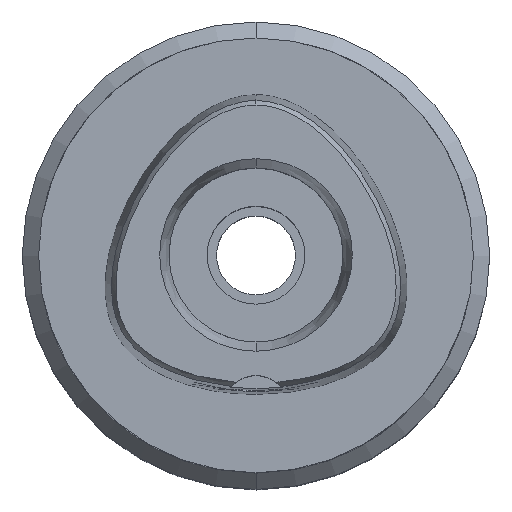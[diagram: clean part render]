
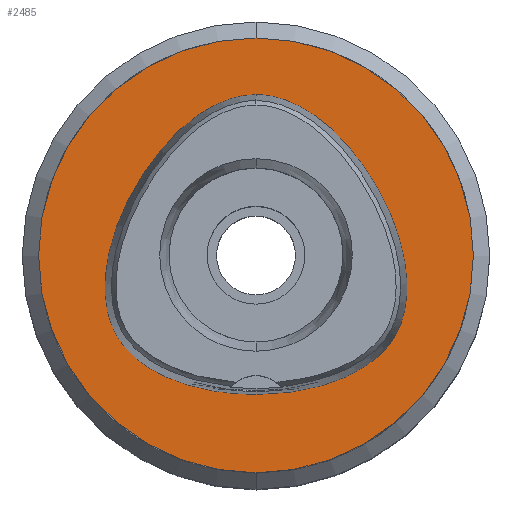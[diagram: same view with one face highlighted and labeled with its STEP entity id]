
A CAD part, top view. The second image highlights one B-rep face of the part: STEP entity #2485.
In plain terms, the highlighted planar face has unit normal (0, 0, 1).
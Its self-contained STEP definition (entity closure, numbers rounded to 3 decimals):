
#284=CARTESIAN_POINT('',(0.,0.,0.));
#285=DIRECTION('',(0.,0.,-1.));
#286=DIRECTION('',(0.,-1.,0.));
#287=AXIS2_PLACEMENT_3D('',#284,#285,#286);
#292=CARTESIAN_POINT('',(0.,0.,0.));
#293=DIRECTION('',(0.,0.,-1.));
#294=DIRECTION('',(0.,1.,0.));
#295=AXIS2_PLACEMENT_3D('',#292,#293,#294);
#300=CARTESIAN_POINT('',(0.,-25.575,0.));
#301=CARTESIAN_POINT('',(1.261,-25.575,0.));
#302=CARTESIAN_POINT('',(3.718,-25.479,
0.));
#303=CARTESIAN_POINT('',(7.241,-25.07,
0.));
#304=CARTESIAN_POINT('',(10.5,-24.43,0.));
#305=CARTESIAN_POINT('',(13.418,-23.608,0.));
#306=CARTESIAN_POINT('',(15.97,-22.653,0.));
#307=CARTESIAN_POINT('',(18.172,-21.606,0.));
#308=CARTESIAN_POINT('',(20.059,-20.491,0.));
#309=CARTESIAN_POINT('',(21.656,-19.336,0.));
#310=CARTESIAN_POINT('',(23.01,-18.143,0.));
#311=CARTESIAN_POINT('',(24.144,-16.924,0.));
#312=CARTESIAN_POINT('',(25.098,-15.662,0.));
#313=CARTESIAN_POINT('',(25.894,-14.336,0.));
#314=CARTESIAN_POINT('',(26.544,-12.928,0.));
#315=CARTESIAN_POINT('',(27.072,-11.39,0.));
#316=CARTESIAN_POINT('',(27.471,-9.693,0.));
#317=CARTESIAN_POINT('',(27.728,-7.792,0.));
#318=CARTESIAN_POINT('',(27.812,-5.676,0.));
#319=CARTESIAN_POINT('',(27.692,-3.32,0.));
#320=CARTESIAN_POINT('',(27.329,-0.709,0.));
#321=CARTESIAN_POINT('',(26.682,2.153,0.));
#322=CARTESIAN_POINT('',(25.713,5.24,0.));
#323=CARTESIAN_POINT('',(24.403,8.49,0.));
#324=CARTESIAN_POINT('',(22.763,11.79,0.));
#325=CARTESIAN_POINT('',(20.849,14.998,0.));
#326=CARTESIAN_POINT('',(18.757,17.96,0.));
#327=CARTESIAN_POINT('',(16.578,20.582,0.));
#328=CARTESIAN_POINT('',(14.396,22.817,0.));
#329=CARTESIAN_POINT('',(12.268,24.665,0.));
#330=CARTESIAN_POINT('',(10.226,26.154,0.));
#331=CARTESIAN_POINT('',(8.287,27.319,0.));
#332=CARTESIAN_POINT('',(6.454,28.204,0.));
#333=CARTESIAN_POINT('',(4.718,28.846,0.));
#334=CARTESIAN_POINT('',(3.069,29.278,0.));
#335=CARTESIAN_POINT('',(1.501,29.523,
0.));
#336=CARTESIAN_POINT('',(0.493,29.575,
0.));
#337=CARTESIAN_POINT('',(0.,29.575,
0.));
#342=CARTESIAN_POINT('',(0.,29.575,
0.));
#343=CARTESIAN_POINT('',(-0.494,29.575,0.));
#344=CARTESIAN_POINT('',(-1.502,29.523,
0.));
#345=CARTESIAN_POINT('',(-3.07,29.278,
0.));
#346=CARTESIAN_POINT('',(-4.717,28.846,0.));
#347=CARTESIAN_POINT('',(-6.454,28.204,0.));
#348=CARTESIAN_POINT('',(-8.287,27.319,0.));
#349=CARTESIAN_POINT('',(-10.226,26.154,0.));
#350=CARTESIAN_POINT('',(-12.269,24.665,0.));
#351=CARTESIAN_POINT('',(-14.397,22.816,0.));
#352=CARTESIAN_POINT('',(-16.579,20.581,0.));
#353=CARTESIAN_POINT('',(-18.757,17.959,0.));
#354=CARTESIAN_POINT('',(-20.848,14.999,0.));
#355=CARTESIAN_POINT('',(-22.761,11.793,0.));
#356=CARTESIAN_POINT('',(-24.4,8.497,0.));
#357=CARTESIAN_POINT('',(-25.71,5.249,0.));
#358=CARTESIAN_POINT('',(-26.678,2.167,0.));
#359=CARTESIAN_POINT('',(-27.326,-0.691,0.));
#360=CARTESIAN_POINT('',(-27.69,-3.3,0.));
#361=CARTESIAN_POINT('',(-27.812,-5.655,0.));
#362=CARTESIAN_POINT('',(-27.729,-7.772,0.));
#363=CARTESIAN_POINT('',(-27.476,-9.667,0.));
#364=CARTESIAN_POINT('',(-27.076,-11.378,0.));
#365=CARTESIAN_POINT('',(-26.548,-12.921,0.));
#366=CARTESIAN_POINT('',(-25.89,-14.345,0.));
#367=CARTESIAN_POINT('',(-25.094,-15.667,0.));
#368=CARTESIAN_POINT('',(-24.148,-16.919,0.));
#369=CARTESIAN_POINT('',(-23.017,-18.135,0.));
#370=CARTESIAN_POINT('',(-21.676,-19.32,0.));
#371=CARTESIAN_POINT('',(-20.074,-20.482,0.));
#372=CARTESIAN_POINT('',(-18.191,-21.596,0.));
#373=CARTESIAN_POINT('',(-15.986,-22.646,0.));
#374=CARTESIAN_POINT('',(-13.433,-23.603,0.));
#375=CARTESIAN_POINT('',(-10.516,-24.426,0.));
#376=CARTESIAN_POINT('',(-7.25,-25.069,
0.));
#377=CARTESIAN_POINT('',(-3.717,-25.479,
0.));
#378=CARTESIAN_POINT('',(-1.26,-25.575,0.));
#379=CARTESIAN_POINT('',(0.,-25.575,0.));
#1574=VERTEX_POINT('',#342);
#1575=VERTEX_POINT('',#379);
#1580=CARTESIAN_POINT('',(0.,-40.,0.));
#1581=CARTESIAN_POINT('',(0.,40.,0.));
#1582=VERTEX_POINT('',#1580);
#1583=VERTEX_POINT('',#1581);
#2469=CARTESIAN_POINT('',(0.,0.,0.));
#2470=DIRECTION('',(0.,0.,-1.));
#2471=DIRECTION('',(0.,-1.,0.));
#2472=AXIS2_PLACEMENT_3D('',#2469,#2470,#2471);
#2473=PLANE('',#2472);
#2475=ORIENTED_EDGE('',*,*,#2474,.T.);
#2477=ORIENTED_EDGE('',*,*,#2476,.T.);
#2478=EDGE_LOOP('',(#2475,#2477));
#2479=FACE_OUTER_BOUND('',#2478,.F.);
#2481=ORIENTED_EDGE('',*,*,#2480,.T.);
#2482=ORIENTED_EDGE('',*,*,#2452,.T.);
#2483=EDGE_LOOP('',(#2481,#2482));
#2484=FACE_BOUND('',#2483,.F.);
#288=CIRCLE('',#287,40.);
#296=CIRCLE('',#295,40.);
#338=B_SPLINE_CURVE_WITH_KNOTS('',3,(#300,#301,#302,#303,#304,#305,#306,#307,
#308,#309,#310,#311,#312,#313,#314,#315,#316,#317,#318,#319,#320,#321,#322,#323,
#324,#325,#326,#327,#328,#329,#330,#331,#332,#333,#334,#335,#336,#337),
.UNSPECIFIED.,.F.,.F.,(4,1,1,1,1,1,1,1,1,1,1,1,1,1,1,1,1,1,1,1,1,1,1,1,1,1,1,1,
1,1,1,1,1,1,1,4),(0.,0.029,0.057,0.086,
0.114,0.143,0.171,0.2,0.229,
0.257,0.286,0.314,0.343,
0.371,0.4,0.429,0.457,0.486,
0.514,0.543,0.571,0.6,0.629,
0.657,0.686,0.714,0.743,
0.771,0.8,0.829,0.857,0.886,
0.914,0.943,0.971,1.),.UNSPECIFIED.);
#380=B_SPLINE_CURVE_WITH_KNOTS('',3,(#342,#343,#344,#345,#346,#347,#348,#349,
#350,#351,#352,#353,#354,#355,#356,#357,#358,#359,#360,#361,#362,#363,#364,#365,
#366,#367,#368,#369,#370,#371,#372,#373,#374,#375,#376,#377,#378,#379),
.UNSPECIFIED.,.F.,.F.,(4,1,1,1,1,1,1,1,1,1,1,1,1,1,1,1,1,1,1,1,1,1,1,1,1,1,1,1,
1,1,1,1,1,1,1,4),(0.,0.029,0.057,0.086,
0.114,0.143,0.171,0.2,0.229,
0.257,0.286,0.314,0.343,
0.371,0.4,0.429,0.457,0.486,
0.514,0.543,0.571,0.6,0.629,
0.657,0.686,0.714,0.743,
0.771,0.8,0.829,0.857,0.886,
0.914,0.943,0.971,1.),.UNSPECIFIED.);
#2452=EDGE_CURVE('',#1574,#1575,#380,.T.);
#2474=EDGE_CURVE('',#1582,#1583,#288,.T.);
#2476=EDGE_CURVE('',#1583,#1582,#296,.T.);
#2480=EDGE_CURVE('',#1575,#1574,#338,.T.);
#2485=ADVANCED_FACE('',(#2479,#2484),#2473,.F.);
